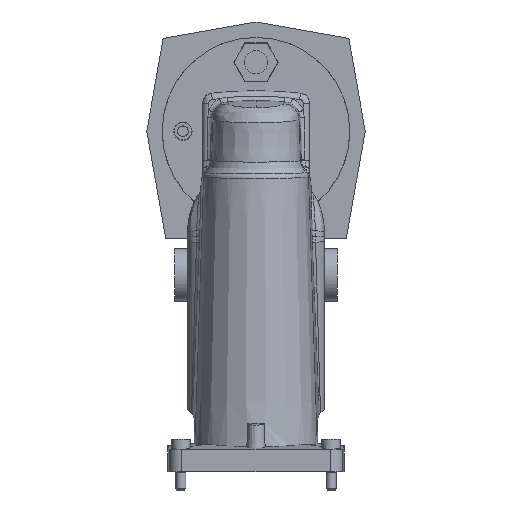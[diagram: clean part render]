
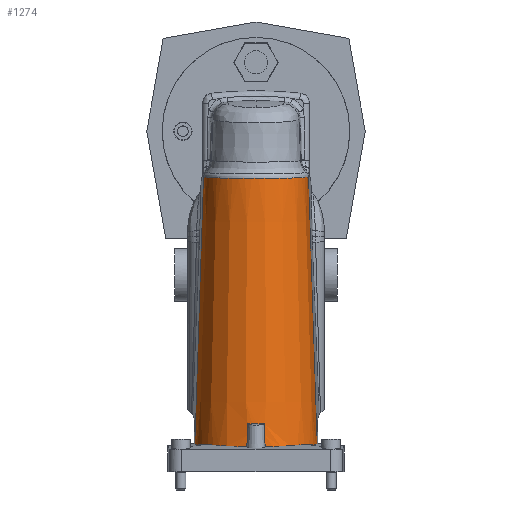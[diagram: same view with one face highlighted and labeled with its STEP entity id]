
A CAD part, front view. The second image highlights one B-rep face of the part: STEP entity #1274.
In plain terms, the highlighted conical face has half-angle 1.86 degrees and reference radius 30.25 mm.
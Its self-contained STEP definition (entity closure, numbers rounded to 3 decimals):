
#735=(
BOUNDED_CURVE()
B_SPLINE_CURVE(1,(#7971,#7972,#7973),.UNSPECIFIED.,.F.,.F.)
B_SPLINE_CURVE_WITH_KNOTS((2,1,2),(0.,0.568,1.),
 .UNSPECIFIED.)
CURVE()
GEOMETRIC_REPRESENTATION_ITEM()
RATIONAL_B_SPLINE_CURVE((1.045,1.045,1.045))
REPRESENTATION_ITEM('')
);
#797=ELLIPSE('',#5474,5281.652,67.868);
#798=ELLIPSE('',#5476,5281.652,67.868);
#816=ELLIPSE('',#5515,30.178,30.03);
#818=ELLIPSE('',#5517,30.178,30.03);
#823=ELLIPSE('',#5529,30.134,30.001);
#825=ELLIPSE('',#5532,30.134,30.001);
#831=ELLIPSE('',#5547,29.788,29.674);
#892=B_SPLINE_CURVE_WITH_KNOTS('',3,(#7989,#7990,#7991,#7992,#7993,#7994,
#7995,#7996,#7997,#7998,#7999,#8000,#8001,#8002),.UNSPECIFIED.,.F.,.F.,
(4,2,2,2,2,2,4),(0.,0.125,0.25,0.375,0.5,0.75,1.),.UNSPECIFIED.);
#1028=CONICAL_SURFACE('',#5548,30.25,1.86);
#1274=ADVANCED_FACE('',(#1668),#1028,.T.);
#1668=FACE_OUTER_BOUND('',#1947,.T.);
#1947=EDGE_LOOP('',(#2906,#2907,#2908,#2909,#2910,#2911,#2912,#2913,#2914,
#2915));
#2906=ORIENTED_EDGE('',*,*,#4339,.F.);
#2907=ORIENTED_EDGE('',*,*,#4319,.F.);
#2908=ORIENTED_EDGE('',*,*,#4246,.F.);
#2909=ORIENTED_EDGE('',*,*,#4369,.F.);
#2910=ORIENTED_EDGE('',*,*,#4244,.F.);
#2911=ORIENTED_EDGE('',*,*,#4317,.F.);
#2912=ORIENTED_EDGE('',*,*,#4337,.F.);
#2913=ORIENTED_EDGE('',*,*,#4264,.T.);
#2914=ORIENTED_EDGE('',*,*,#4370,.T.);
#2915=ORIENTED_EDGE('',*,*,#4363,.F.);
#3742=VERTEX_POINT('',#7529);
#3743=VERTEX_POINT('',#7531);
#3744=VERTEX_POINT('',#7535);
#3745=VERTEX_POINT('',#7536);
#3760=VERTEX_POINT('',#7573);
#3761=VERTEX_POINT('',#7575);
#3793=VERTEX_POINT('',#7730);
#3794=VERTEX_POINT('',#7734);
#3804=VERTEX_POINT('',#7827);
#3817=VERTEX_POINT('',#7974);
#4244=EDGE_CURVE('',#3742,#3743,#797,.T.);
#4246=EDGE_CURVE('',#3744,#3745,#798,.T.);
#4264=EDGE_CURVE('',#3761,#3760,#4835,.T.);
#4317=EDGE_CURVE('',#3793,#3742,#816,.T.);
#4319=EDGE_CURVE('',#3745,#3794,#818,.T.);
#4337=EDGE_CURVE('',#3761,#3793,#823,.T.);
#4339=EDGE_CURVE('',#3794,#3804,#825,.T.);
#4363=EDGE_CURVE('',#3804,#3817,#735,.T.);
#4369=EDGE_CURVE('',#3743,#3744,#831,.T.);
#4370=EDGE_CURVE('',#3760,#3817,#892,.T.);
#4835=LINE('',#7574,#5171);
#5171=VECTOR('',#6205,1.);
#5474=AXIS2_PLACEMENT_3D('',#7530,#6176,#6177);
#5476=AXIS2_PLACEMENT_3D('',#7534,#6181,#6182);
#5515=AXIS2_PLACEMENT_3D('',#7731,#6303,#6304);
#5517=AXIS2_PLACEMENT_3D('',#7733,#6307,#6308);
#5529=AXIS2_PLACEMENT_3D('',#7823,#6335,#6336);
#5532=AXIS2_PLACEMENT_3D('',#7826,#6341,#6342);
#5547=AXIS2_PLACEMENT_3D('',#7988,#6377,#6378);
#5548=AXIS2_PLACEMENT_3D('',#8003,#6379,#6380);
#6176=DIRECTION('',(-0.999,0.035,-0.035));
#6177=DIRECTION('',(0.035,-0.001,-0.999));
#6181=DIRECTION('',(0.999,0.035,-0.035));
#6182=DIRECTION('',(-0.035,-0.001,-0.999));
#6205=DIRECTION('',(-0.032,0.001,0.999));
#6303=DIRECTION('',(0.,0.099,-0.995));
#6304=DIRECTION('',(0.,-0.995,-0.099));
#6307=DIRECTION('',(0.,0.099,-0.995));
#6308=DIRECTION('',(0.,-0.995,-0.099));
#6335=DIRECTION('',(-0.087,0.035,-0.996));
#6336=DIRECTION('',(0.924,-0.37,-0.094));
#6341=DIRECTION('',(0.087,0.035,-0.996));
#6342=DIRECTION('',(-0.924,-0.37,-0.094));
#6377=DIRECTION('',(0.,0.087,-0.996));
#6378=DIRECTION('',(0.,-0.996,-0.087));
#6379=DIRECTION('',(0.,0.,-1.));
#6380=DIRECTION('',(-1.,0.,0.));
#7529=CARTESIAN_POINT('',(4.488,-29.79,12.313));
#7530=CARTESIAN_POINT('',(171.273,-5.985,-4737.072));
#7531=CARTESIAN_POINT('',(4.103,-29.474,23.658));
#7534=CARTESIAN_POINT('',(-171.273,-5.985,-4737.072));
#7535=CARTESIAN_POINT('',(-4.103,-29.474,23.658));
#7536=CARTESIAN_POINT('',(-4.488,-29.79,12.313));
#7573=CARTESIAN_POINT('',(25.793,-0.901,145.294));
#7574=CARTESIAN_POINT('',(28.536,-0.997,60.75));
#7575=CARTESIAN_POINT('',(30.069,-1.05,13.518));
#7730=CARTESIAN_POINT('',(23.88,-18.306,13.454));
#7731=CARTESIAN_POINT('',(0.,-0.097,15.264));
#7733=CARTESIAN_POINT('',(0.,-0.097,15.264));
#7734=CARTESIAN_POINT('',(-23.88,-18.306,13.454));
#7823=CARTESIAN_POINT('',(0.085,-0.034,16.176));
#7826=CARTESIAN_POINT('',(-0.085,-0.034,16.176));
#7827=CARTESIAN_POINT('',(-30.069,-1.05,13.518));
#7971=CARTESIAN_POINT('',(-30.232,-1.056,8.5));
#7972=CARTESIAN_POINT('',(-26.841,-0.937,113.));
#7973=CARTESIAN_POINT('',(-24.259,-0.847,192.556));
#7974=CARTESIAN_POINT('',(-25.793,-0.901,145.294));
#7988=CARTESIAN_POINT('',(0.,-0.084,26.23));
#7989=CARTESIAN_POINT('',(25.793,-0.901,145.294));
#7990=CARTESIAN_POINT('',(25.68,-4.233,145.191));
#7991=CARTESIAN_POINT('',(24.913,-7.523,145.089));
#7992=CARTESIAN_POINT('',(22.238,-13.529,144.904));
#7993=CARTESIAN_POINT('',(20.296,-16.303,144.818));
#7994=CARTESIAN_POINT('',(15.565,-20.872,144.677));
#7995=CARTESIAN_POINT('',(12.732,-22.715,144.62));
#7996=CARTESIAN_POINT('',(6.619,-25.187,144.544));
#7997=CARTESIAN_POINT('',(3.319,-25.833,144.524));
#7998=CARTESIAN_POINT('',(-6.618,-25.835,144.524));
#7999=CARTESIAN_POINT('',(-13.171,-23.187,144.606));
#8000=CARTESIAN_POINT('',(-22.697,-13.981,144.89));
#8001=CARTESIAN_POINT('',(-25.567,-7.564,145.088));
#8002=CARTESIAN_POINT('',(-25.793,-0.901,145.294));
#8003=CARTESIAN_POINT('',(0.,0.,8.5));
